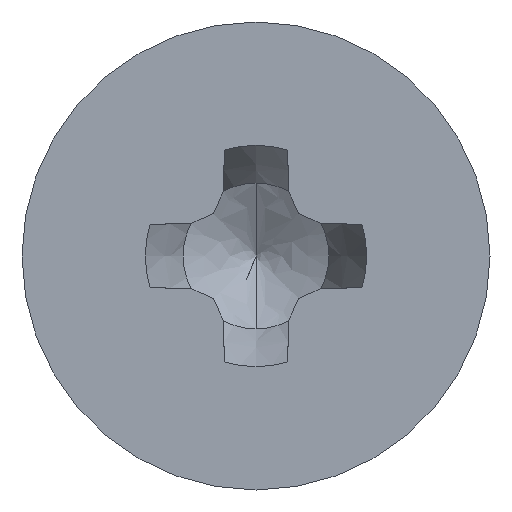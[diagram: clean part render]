
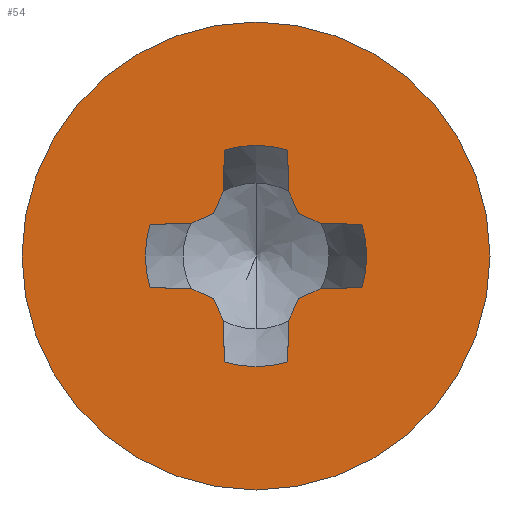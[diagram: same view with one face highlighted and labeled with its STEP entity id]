
A CAD part, front view. The second image highlights one B-rep face of the part: STEP entity #54.
In plain terms, the highlighted planar face has unit normal (0, -1, 0).
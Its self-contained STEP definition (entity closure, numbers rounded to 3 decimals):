
#54=ADVANCED_FACE('',(#210,#211),#209,.F.);
#209=PLANE('',#436);
#210=FACE_OUTER_BOUND('',#437,.T.);
#211=FACE_BOUND('',#438,.T.);
#433=CARTESIAN_POINT('',(-5.716,-0.7,-3.575));
#434=DIRECTION('',(0.,1.,0.));
#435=DIRECTION('',(0.,0.,1.));
#436=AXIS2_PLACEMENT_3D('',#433,#434,#435);
#437=EDGE_LOOP('',(#575,#576));
#438=EDGE_LOOP('',(#577,#578,#579,#580,#581,#582,#583,#584,#585,#586,#587,#588,#589,#590,#591,#592,#593,#594,#595,#596));
#575=ORIENTED_EDGE('',*,*,#702,.T.);
#576=ORIENTED_EDGE('',*,*,#703,.T.);
#577=ORIENTED_EDGE('',*,*,#704,.F.);
#578=ORIENTED_EDGE('',*,*,#683,.F.);
#579=ORIENTED_EDGE('',*,*,#688,.F.);
#580=ORIENTED_EDGE('',*,*,#691,.F.);
#581=ORIENTED_EDGE('',*,*,#693,.F.);
#582=ORIENTED_EDGE('',*,*,#705,.F.);
#583=ORIENTED_EDGE('',*,*,#694,.F.);
#584=ORIENTED_EDGE('',*,*,#699,.F.);
#585=ORIENTED_EDGE('',*,*,#701,.F.);
#586=ORIENTED_EDGE('',*,*,#666,.F.);
#587=ORIENTED_EDGE('',*,*,#678,.F.);
#588=ORIENTED_EDGE('',*,*,#673,.F.);
#589=ORIENTED_EDGE('',*,*,#706,.F.);
#590=ORIENTED_EDGE('',*,*,#670,.F.);
#591=ORIENTED_EDGE('',*,*,#672,.F.);
#592=ORIENTED_EDGE('',*,*,#707,.F.);
#593=ORIENTED_EDGE('',*,*,#708,.F.);
#594=ORIENTED_EDGE('',*,*,#709,.F.);
#595=ORIENTED_EDGE('',*,*,#710,.F.);
#596=ORIENTED_EDGE('',*,*,#682,.F.);
#666=EDGE_CURVE('',#740,#733,#747,.T.);
#670=EDGE_CURVE('',#768,#754,#775,.T.);
#672=EDGE_CURVE('',#781,#768,#788,.T.);
#673=EDGE_CURVE('',#794,#795,#796,.T.);
#678=EDGE_CURVE('',#795,#740,#829,.T.);
#682=EDGE_CURVE('',#849,#842,#856,.T.);
#683=EDGE_CURVE('',#862,#863,#864,.T.);
#688=EDGE_CURVE('',#890,#862,#897,.T.);
#691=EDGE_CURVE('',#910,#890,#917,.T.);
#693=EDGE_CURVE('',#923,#910,#930,.T.);
#694=EDGE_CURVE('',#936,#937,#938,.T.);
#699=EDGE_CURVE('',#964,#936,#971,.T.);
#701=EDGE_CURVE('',#733,#964,#983,.T.);
#702=EDGE_CURVE('',#989,#990,#991,.T.);
#703=EDGE_CURVE('',#990,#989,#997,.T.);
#704=EDGE_CURVE('',#863,#849,#1003,.T.);
#705=EDGE_CURVE('',#937,#923,#1009,.T.);
#706=EDGE_CURVE('',#754,#794,#1015,.T.);
#707=EDGE_CURVE('',#1021,#781,#1022,.T.);
#708=EDGE_CURVE('',#1028,#1021,#1029,.T.);
#709=EDGE_CURVE('',#1035,#1028,#1036,.T.);
#710=EDGE_CURVE('',#842,#1035,#1042,.T.);
#733=VERTEX_POINT('',#1184);
#740=VERTEX_POINT('',#1188);
#747=LINE('',#1193,#1194);
#754=VERTEX_POINT('',#1197);
#768=VERTEX_POINT('',#1206);
#775=LINE('',#1210,#1211);
#781=VERTEX_POINT('',#1213);
#788=LINE('',#1218,#1219);
#794=VERTEX_POINT('',#1221);
#795=VERTEX_POINT('',#1222);
#796=LINE('',#1223,#1224);
#829=CIRCLE('',#1247,1.3);
#842=VERTEX_POINT('',#1253);
#849=VERTEX_POINT('',#1257);
#856=LINE('',#1262,#1263);
#862=VERTEX_POINT('',#1265);
#863=VERTEX_POINT('',#1266);
#864=LINE('',#1267,#1268);
#890=VERTEX_POINT('',#1283);
#897=LINE('',#1287,#1288);
#910=VERTEX_POINT('',#1295);
#917=LINE('',#1299,#1300);
#923=VERTEX_POINT('',#1302);
#930=LINE('',#1307,#1308);
#936=VERTEX_POINT('',#1310);
#937=VERTEX_POINT('',#1311);
#938=LINE('',#1312,#1313);
#964=VERTEX_POINT('',#1328);
#971=LINE('',#1332,#1333);
#983=LINE('',#1339,#1340);
#989=VERTEX_POINT('',#1342);
#990=VERTEX_POINT('',#1343);
#991=CIRCLE('',#1347,2.75);
#997=CIRCLE('',#1351,2.75);
#1003=CIRCLE('',#1355,1.3);
#1009=CIRCLE('',#1359,1.3);
#1015=LINE('',#1360,#1361);
#1021=VERTEX_POINT('',#1363);
#1022=CIRCLE('',#1367,1.3);
#1028=VERTEX_POINT('',#1368);
#1029=LINE('',#1369,#1370);
#1035=VERTEX_POINT('',#1372);
#1036=LINE('',#1373,#1374);
#1042=LINE('',#1376,#1377);
#1184=CARTESIAN_POINT('',(-0.766,-0.7,-0.381));
#1188=CARTESIAN_POINT('',(-1.245,-0.7,-0.373));
#1193=CARTESIAN_POINT('',(-1.245,-0.7,-0.373));
#1194=VECTOR('',#1195,0.48);
#1195=DIRECTION('',(1.,0.,-0.017));
#1197=CARTESIAN_POINT('',(-0.5,-0.7,0.5));
#1206=CARTESIAN_POINT('',(-0.381,-0.7,0.766));
#1210=CARTESIAN_POINT('',(-0.381,-0.7,0.766));
#1211=VECTOR('',#1212,0.291);
#1212=DIRECTION('',(-0.407,0.,-0.914));
#1213=CARTESIAN_POINT('',(-0.373,-0.7,1.245));
#1218=CARTESIAN_POINT('',(-0.373,-0.7,1.245));
#1219=VECTOR('',#1220,0.48);
#1220=DIRECTION('',(-0.017,0.,-1.));
#1221=CARTESIAN_POINT('',(-0.766,-0.7,0.381));
#1222=CARTESIAN_POINT('',(-1.245,-0.7,0.373));
#1223=CARTESIAN_POINT('',(-0.766,-0.7,0.381));
#1224=VECTOR('',#1225,0.48);
#1225=DIRECTION('',(-1.,0.,-0.017));
#1244=CARTESIAN_POINT('',(0.,-0.7,0.));
#1245=DIRECTION('',(0.,-1.,0.));
#1246=DIRECTION('',(0.,0.,1.));
#1247=AXIS2_PLACEMENT_3D('',#1244,#1245,#1246);
#1253=CARTESIAN_POINT('',(0.766,-0.7,0.381));
#1257=CARTESIAN_POINT('',(1.245,-0.7,0.373));
#1262=CARTESIAN_POINT('',(1.245,-0.7,0.373));
#1263=VECTOR('',#1264,0.48);
#1264=DIRECTION('',(-1.,0.,0.017));
#1265=CARTESIAN_POINT('',(0.766,-0.7,-0.381));
#1266=CARTESIAN_POINT('',(1.245,-0.7,-0.373));
#1267=CARTESIAN_POINT('',(0.766,-0.7,-0.381));
#1268=VECTOR('',#1269,0.48);
#1269=DIRECTION('',(1.,0.,0.017));
#1283=CARTESIAN_POINT('',(0.5,-0.7,-0.5));
#1287=CARTESIAN_POINT('',(0.5,-0.7,-0.5));
#1288=VECTOR('',#1289,0.291);
#1289=DIRECTION('',(0.914,0.,0.407));
#1295=CARTESIAN_POINT('',(0.381,-0.7,-0.766));
#1299=CARTESIAN_POINT('',(0.381,-0.7,-0.766));
#1300=VECTOR('',#1301,0.291);
#1301=DIRECTION('',(0.407,0.,0.914));
#1302=CARTESIAN_POINT('',(0.373,-0.7,-1.245));
#1307=CARTESIAN_POINT('',(0.373,-0.7,-1.245));
#1308=VECTOR('',#1309,0.48);
#1309=DIRECTION('',(0.017,0.,1.));
#1310=CARTESIAN_POINT('',(-0.381,-0.7,-0.766));
#1311=CARTESIAN_POINT('',(-0.373,-0.7,-1.245));
#1312=CARTESIAN_POINT('',(-0.381,-0.7,-0.766));
#1313=VECTOR('',#1314,0.48);
#1314=DIRECTION('',(0.017,0.,-1.));
#1328=CARTESIAN_POINT('',(-0.5,-0.7,-0.5));
#1332=CARTESIAN_POINT('',(-0.5,-0.7,-0.5));
#1333=VECTOR('',#1334,0.291);
#1334=DIRECTION('',(0.407,0.,-0.914));
#1339=CARTESIAN_POINT('',(-0.766,-0.7,-0.381));
#1340=VECTOR('',#1341,0.291);
#1341=DIRECTION('',(0.914,0.,-0.407));
#1342=CARTESIAN_POINT('',(0.,-0.7,-2.75));
#1343=CARTESIAN_POINT('',(0.,-0.7,2.75));
#1344=CARTESIAN_POINT('',(0.,-0.7,0.));
#1345=DIRECTION('',(0.,-1.,0.));
#1346=DIRECTION('',(0.,0.,-1.));
#1347=AXIS2_PLACEMENT_3D('',#1344,#1345,#1346);
#1348=CARTESIAN_POINT('',(0.,-0.7,0.));
#1349=DIRECTION('',(0.,-1.,0.));
#1350=DIRECTION('',(0.,0.,-1.));
#1351=AXIS2_PLACEMENT_3D('',#1348,#1349,#1350);
#1352=CARTESIAN_POINT('',(0.,-0.7,0.));
#1353=DIRECTION('',(0.,-1.,0.));
#1354=DIRECTION('',(0.,0.,1.));
#1355=AXIS2_PLACEMENT_3D('',#1352,#1353,#1354);
#1356=CARTESIAN_POINT('',(0.,-0.7,0.));
#1357=DIRECTION('',(0.,-1.,0.));
#1358=DIRECTION('',(0.,0.,1.));
#1359=AXIS2_PLACEMENT_3D('',#1356,#1357,#1358);
#1360=CARTESIAN_POINT('',(-0.5,-0.7,0.5));
#1361=VECTOR('',#1362,0.291);
#1362=DIRECTION('',(-0.914,0.,-0.407));
#1363=CARTESIAN_POINT('',(0.373,-0.7,1.245));
#1364=CARTESIAN_POINT('',(0.,-0.7,0.));
#1365=DIRECTION('',(0.,-1.,0.));
#1366=DIRECTION('',(0.287,0.,0.958));
#1367=AXIS2_PLACEMENT_3D('',#1364,#1365,#1366);
#1368=CARTESIAN_POINT('',(0.381,-0.7,0.766));
#1369=CARTESIAN_POINT('',(0.381,-0.7,0.766));
#1370=VECTOR('',#1371,0.48);
#1371=DIRECTION('',(-0.017,0.,1.));
#1372=CARTESIAN_POINT('',(0.5,-0.7,0.5));
#1373=CARTESIAN_POINT('',(0.5,-0.7,0.5));
#1374=VECTOR('',#1375,0.291);
#1375=DIRECTION('',(-0.407,0.,0.914));
#1376=CARTESIAN_POINT('',(0.766,-0.7,0.381));
#1377=VECTOR('',#1378,0.291);
#1378=DIRECTION('',(-0.914,0.,0.407));
